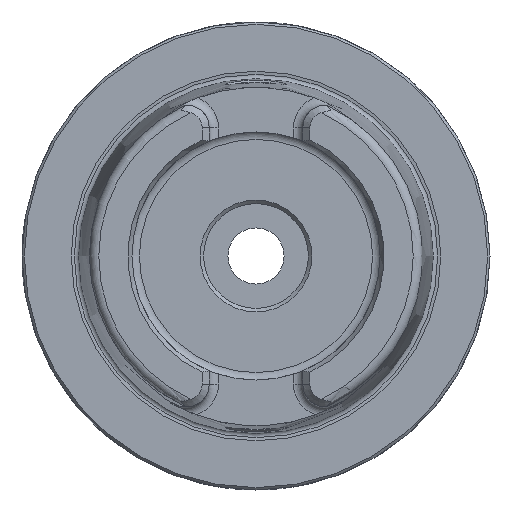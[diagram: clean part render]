
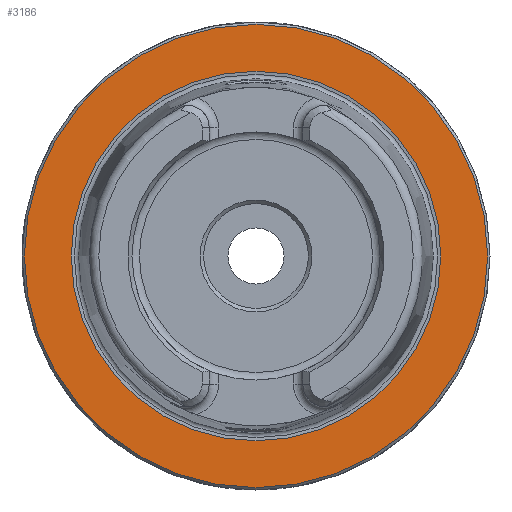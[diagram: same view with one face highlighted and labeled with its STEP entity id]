
A CAD part, left-side view. The second image highlights one B-rep face of the part: STEP entity #3186.
In plain terms, the highlighted planar face has unit normal (-1, 0, 0).
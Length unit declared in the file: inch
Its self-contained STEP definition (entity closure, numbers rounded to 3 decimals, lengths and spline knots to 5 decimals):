
#3152=CARTESIAN_POINT('',(0.0,1.94882,0.));
#3153=VERTEX_POINT('',#3152);
#3154=CARTESIAN_POINT('',(0.0,0.0,0.0));
#3155=DIRECTION('',(1.0,0.0,0.0));
#3156=DIRECTION('',(0.0,-1.0,0.0));
#3157=AXIS2_PLACEMENT_3D('',#3154,#3155,#3156);
#3158=CIRCLE('',#3157,1.94882);
#3159=EDGE_CURVE('',#3153,#3153,#3158,.T.);
#3167=CARTESIAN_POINT('',(0.0,0.98425,0.0));
#3168=DIRECTION('',(-1.0,0.0,0.0));
#3169=DIRECTION('',(0.0,0.0,1.0));
#3170=AXIS2_PLACEMENT_3D('',#3167,#3168,#3169);
#3171=PLANE('',#3170);
#3172=ORIENTED_EDGE('',*,*,#3159,.F.);
#3173=EDGE_LOOP('',(#3172));
#3174=FACE_OUTER_BOUND('',#3173,.T.);
#3175=CARTESIAN_POINT('',(0.0,1.55442,0.0));
#3176=VERTEX_POINT('',#3175);
#3177=CARTESIAN_POINT('',(0.0,0.0,0.0));
#3178=DIRECTION('',(1.0,0.0,0.0));
#3179=DIRECTION('',(0.0,1.0,0.0));
#3180=AXIS2_PLACEMENT_3D('',#3177,#3178,#3179);
#3181=CIRCLE('',#3180,1.55442);
#3182=EDGE_CURVE('',#3176,#3176,#3181,.T.);
#3183=ORIENTED_EDGE('',*,*,#3182,.T.);
#3184=EDGE_LOOP('',(#3183));
#3185=FACE_BOUND('',#3184,.T.);
#3186=ADVANCED_FACE('',(#3174,#3185),#3171,.T.);
